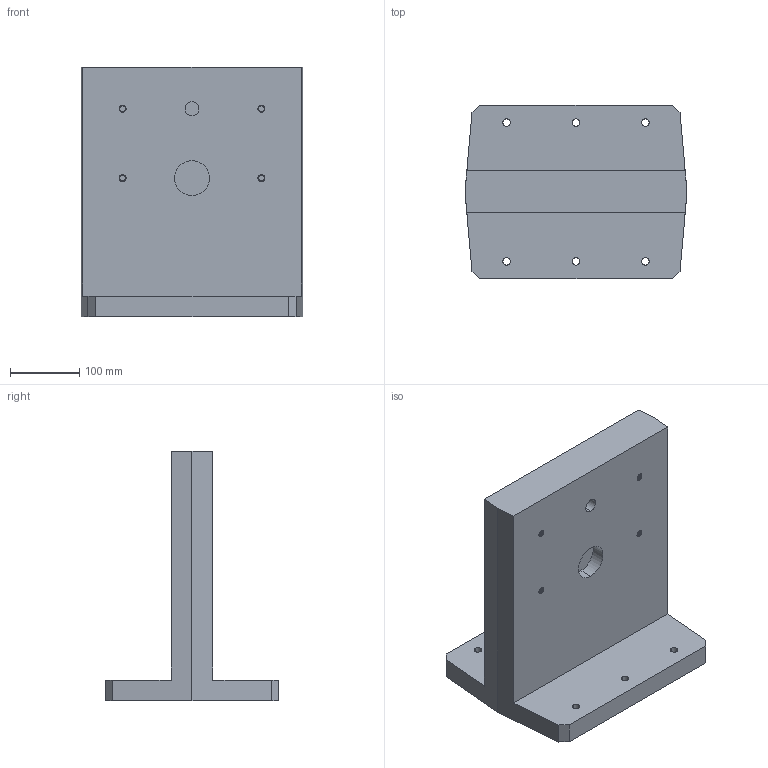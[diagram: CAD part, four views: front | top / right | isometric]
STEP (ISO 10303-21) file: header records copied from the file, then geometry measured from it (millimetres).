
FILE_DESCRIPTION(('STEP AP214'),'1');
FILE_NAME(' ',' ',('TraceParts'),('TraceParts S.A.'),'XStep 1.0',' ',' ');
FILE_SCHEMA(('automotive_design'));
Length unit declared in the file: millimetre
Products named in the file (1): 1
Bounding box: 320 x 250 x 360 mm (x, y, z)
Volume: 8425746.4 mm3; surface area: 460747.8 mm2
Topology: 1 solids, 1 shells, 1113 faces, 2248 edges, 1152 vertices
Faces by surface type: torus 416, cone 416, cylinder 250, plane 31
Entity records: 54474 total; most frequent: DIRECTION 6016, STYLED_ITEM 4514, PRESENTATION_STYLE_ASSIGNMENT 4514, CARTESIAN_POINT 4514, COLOUR_RGB 4514, ORIENTED_EDGE 4496, AXIS2_PLACEMENT_3D 2654, EDGE_CURVE 2248
